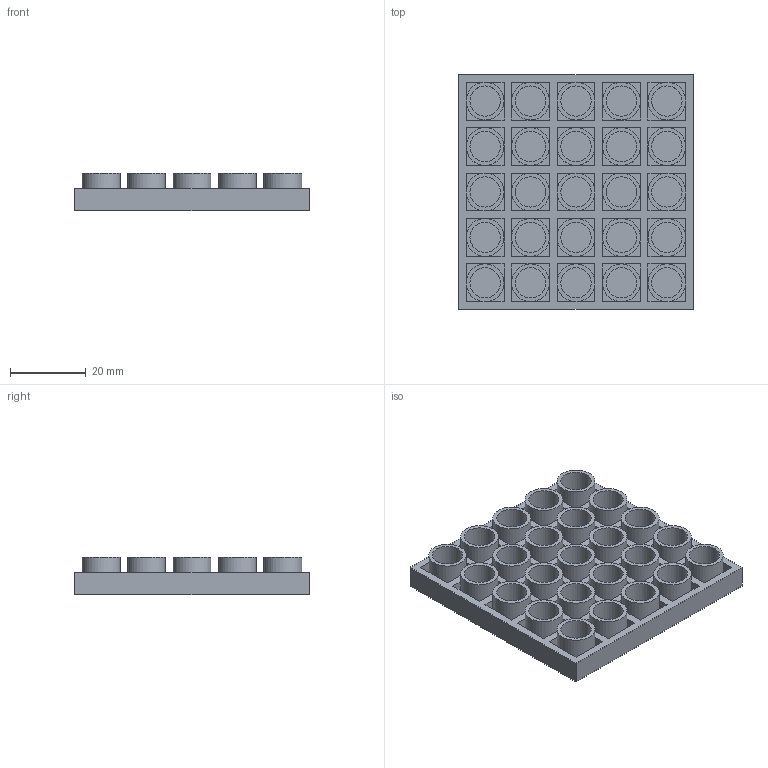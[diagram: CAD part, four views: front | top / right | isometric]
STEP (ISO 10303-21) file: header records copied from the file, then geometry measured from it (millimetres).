
FILE_DESCRIPTION(/* description */ (''),/* implementation_level */ '2;1');
FILE_NAME(/* name */ 'Exercise - 98.step',/* time_stamp */ '2025-12-13T16:44:15+05:30',/* author */ (''),/* organization */ (''),/* preprocessor_version */ 'ST-DEVELOPER v20.1',/* originating_system */ 'Autodesk Translation Framework v14.21.0.0',/* authorisation */ '');
FILE_SCHEMA (('AUTOMOTIVE_DESIGN { 1 0 10303 214 3 1 1 }'));
Length unit declared in the file: millimetre
Products named in the file (1): Exercise - 98
Bounding box: 62 x 62 x 10 mm (x, y, z)
Volume: 18718.9 mm3; surface area: 25899.5 mm2
Topology: 26 solids, 26 shells, 231 faces, 462 edges, 308 vertices
Faces by surface type: plane 181, cylinder 50
Full cylindrical faces by diameter (mm): 8 x25, 10 x25
Entity records: 6064 total; most frequent: DIRECTION 1026, CARTESIAN_POINT 1002, ORIENTED_EDGE 924, EDGE_CURVE 462, LINE 362, VECTOR 362, AXIS2_PLACEMENT_3D 332, VERTEX_POINT 308
